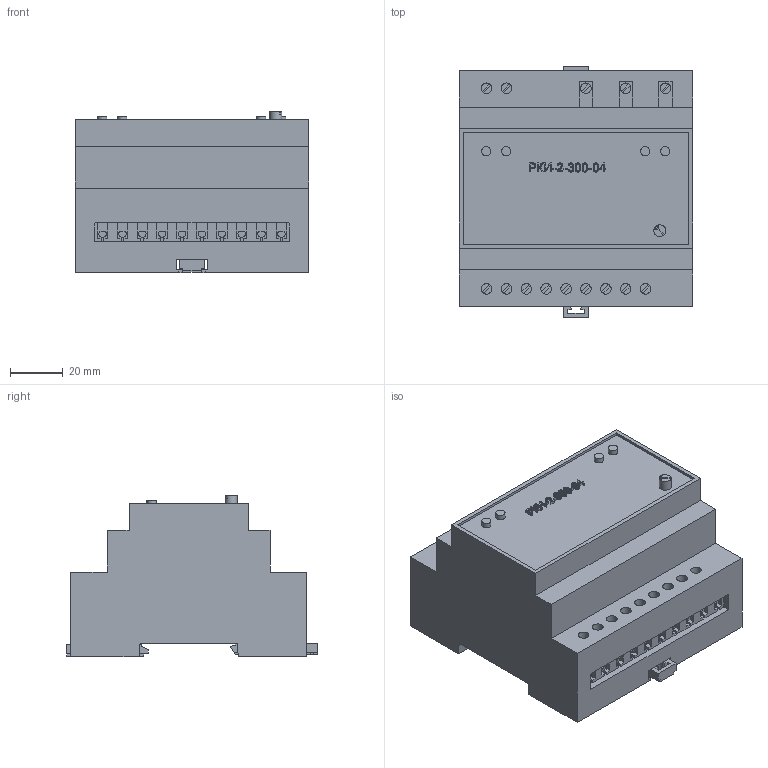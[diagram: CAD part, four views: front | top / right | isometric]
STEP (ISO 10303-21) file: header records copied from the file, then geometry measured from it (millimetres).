
FILE_DESCRIPTION(('STEP AP214'), '1');
FILE_NAME('ﾐﾊﾈ-2-300-04', '', ('UNSPECIFIED'), ('UNSPECIFIED'), 'ASCON STEP Converter 1.3', 'ASCON Math Kernel', '');
FILE_SCHEMA(('AUTOMOTIVE_DESIGN { 1 0 10303 214 3 1 1}'));
Length unit declared in the file: millimetre
Bounding box: 88 x 94.7 x 60.79 mm (x, y, z)
Volume: 73033.8 mm3; surface area: 77150.1 mm2
Topology: 2 solids, 9 shells, 1017 faces, 2814 edges, 1874 vertices
Faces by surface type: plane 571, cylinder 446
Full cylindrical faces by diameter (mm): 3.5 x4, 4 x14, 4.5 x1
Entity records: 40776 total; most frequent: DIRECTION 5782, CARTESIAN_POINT 5687, ORIENTED_EDGE 5590, EDGE_CURVE 2795, AXIS2_PLACEMENT_3D 1969, VERTEX_POINT 1874, LINE 1844, VECTOR 1844
